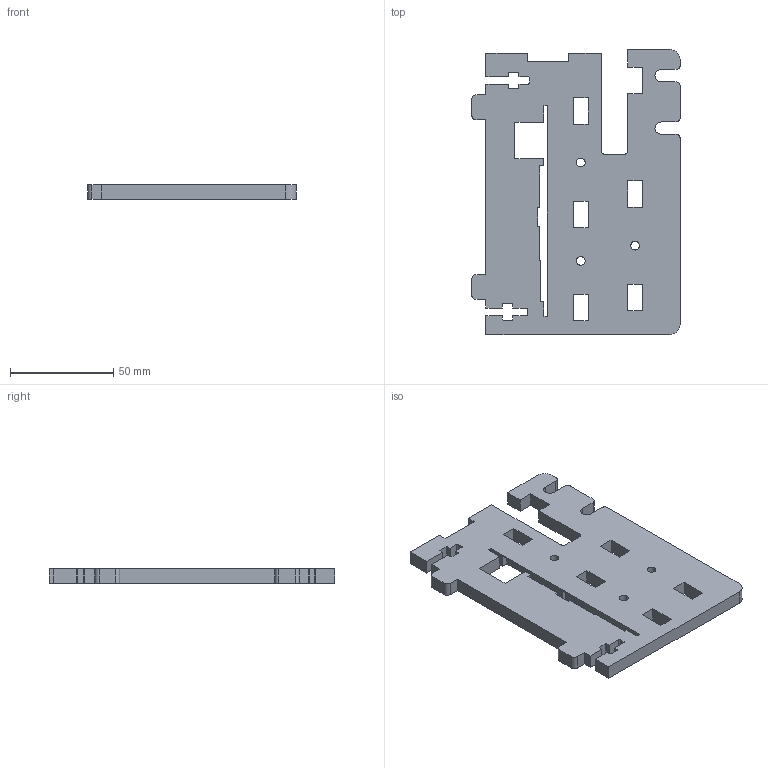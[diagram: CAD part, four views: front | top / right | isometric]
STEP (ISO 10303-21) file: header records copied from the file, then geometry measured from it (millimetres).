
FILE_DESCRIPTION (( 'STEP AP203' ), '1' );
FILE_NAME ('Duet Housing-Right Side Plate.STEP', '2016-03-16T16:55:07', ( '' ), ( '' ), 'SwSTEP 2.0', 'SolidWorks 2015', '' );
FILE_SCHEMA (( 'CONFIG_CONTROL_DESIGN' ));
Length unit declared in the file: millimetre
Products named in the file (1): Duet Housing-Right Side Plate
Bounding box: 100.8 x 138 x 6.8 mm (x, y, z)
Volume: 71330.4 mm3; surface area: 30027.8 mm2
Topology: 1 solids, 1 shells, 136 faces, 402 edges, 268 vertices
Faces by surface type: plane 104, cylinder 32
Entity records: 4623 total; most frequent: CARTESIAN_POINT 807, ORIENTED_EDGE 804, DIRECTION 740, EDGE_CURVE 402, VECTOR 338, LINE 338, VERTEX_POINT 268, AXIS2_PLACEMENT_3D 201
